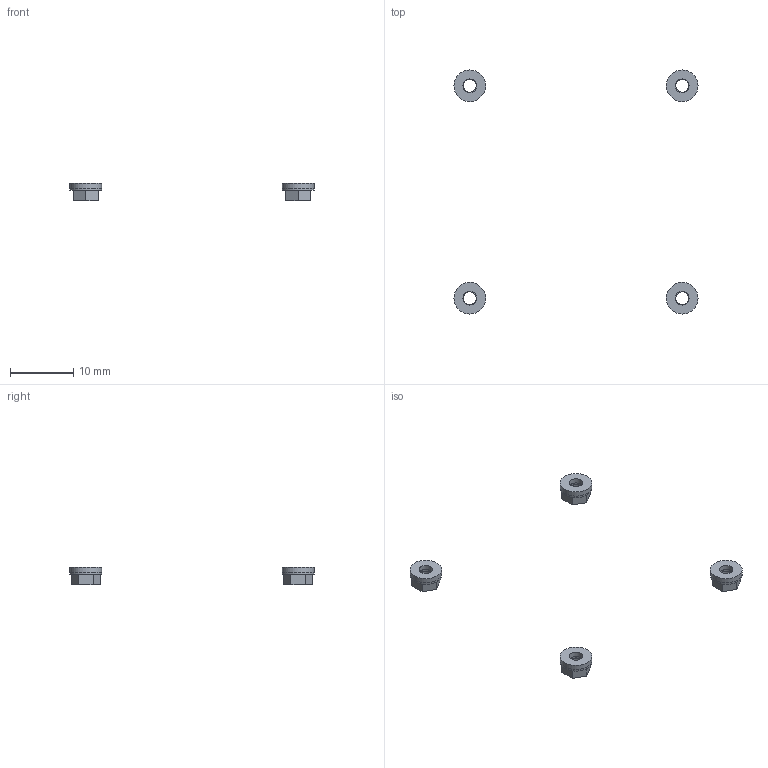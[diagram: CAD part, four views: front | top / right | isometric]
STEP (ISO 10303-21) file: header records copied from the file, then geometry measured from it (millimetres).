
FILE_DESCRIPTION(/* description */ (''),/* implementation_level */ '2;1');
FILE_NAME(/* name */ 'IDI_220393-000_Part2.stp',/* time_stamp */ '2015-03-11T10:13:20+01:00',/* author */ ('admchouv'),/* organization */ (''),/* preprocessor_version */ 'ST-DEVELOPER v15.5',/* originating_system */ 'AutoCAD Mechanical',/* authorisation */ '');
FILE_SCHEMA (('AUTOMOTIVE_DESIGN { 1 0 10303 214 3 1 1 }'));
Length unit declared in the file: millimetre
Products named in the file (1): Product
Bounding box: 38.5 x 38.5 x 2.7 mm (x, y, z)
Volume: 138.8 mm3; surface area: 568.3 mm2
Topology: 12 solids, 12 shells, 68 faces, 132 edges, 88 vertices
Faces by surface type: plane 48, cylinder 20
Full cylindrical faces by diameter (mm): 2 x4, 2.15 x4, 2.2 x4, 5 x8
Entity records: 1705 total; most frequent: DIRECTION 290, CARTESIAN_POINT 269, ORIENTED_EDGE 224, EDGE_LOOP 112, EDGE_CURVE 112, AXIS2_PLACEMENT_3D 109, VERTEX_POINT 88, LINE 72
